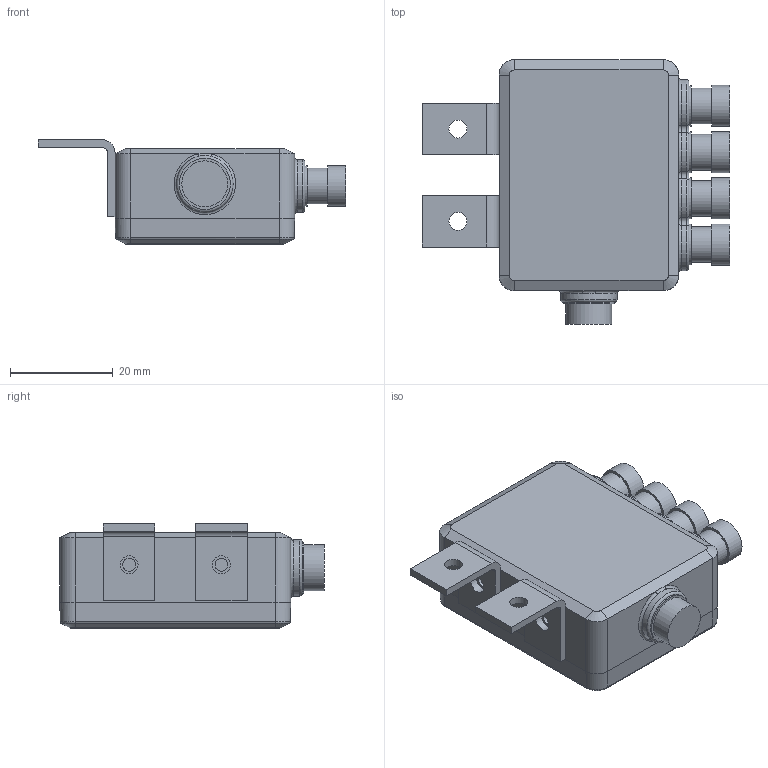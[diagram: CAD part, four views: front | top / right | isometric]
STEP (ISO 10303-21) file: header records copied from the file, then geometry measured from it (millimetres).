
FILE_DESCRIPTION(/* description */ (''),/* implementation_level */ '2;1');
FILE_NAME(/* name */ 'S000-4 3D.stp',/* time_stamp */ '2024-08-15T15:06:13+08:00',/* author */ (''),/* organization */ (''),/* preprocessor_version */ 'ST-DEVELOPER v14',/* originating_system */ 'SIEMENS PLM Software NX 8.0',/* authorisation */ '');
FILE_SCHEMA (('AUTOMOTIVE_DESIGN { 1 0 10303 214 3 1 1 1 }'));
Length unit declared in the file: millimetre
Products named in the file (1): S000-4 3D_stp
Bounding box: 60 x 51.53 x 20.35 mm (x, y, z)
Volume: 31282.7 mm3; surface area: 10069.6 mm2
Topology: 3 solids, 8 shells, 390 faces, 918 edges, 602 vertices
Faces by surface type: plane 239, cylinder 75, torus 26, bspline 25, cone 15, extrusion 10
Full cylindrical faces by diameter (mm): 2.1 x2, 2.5 x6, 2.7 x2, 3.5 x4, 4.2 x2, 5 x8, 5.572 x4, 6.965 x4, 7.96 x4, 8 x4, 8.955 x1, 9.95 x1, 11 x1
Entity records: 13301 total; most frequent: CARTESIAN_POINT 3902, DIRECTION 1686, ORIENTED_EDGE 1676, EDGE_CURVE 838, VERTEX_POINT 572, AXIS2_PLACEMENT_3D 570, VECTOR 546, LINE 536
